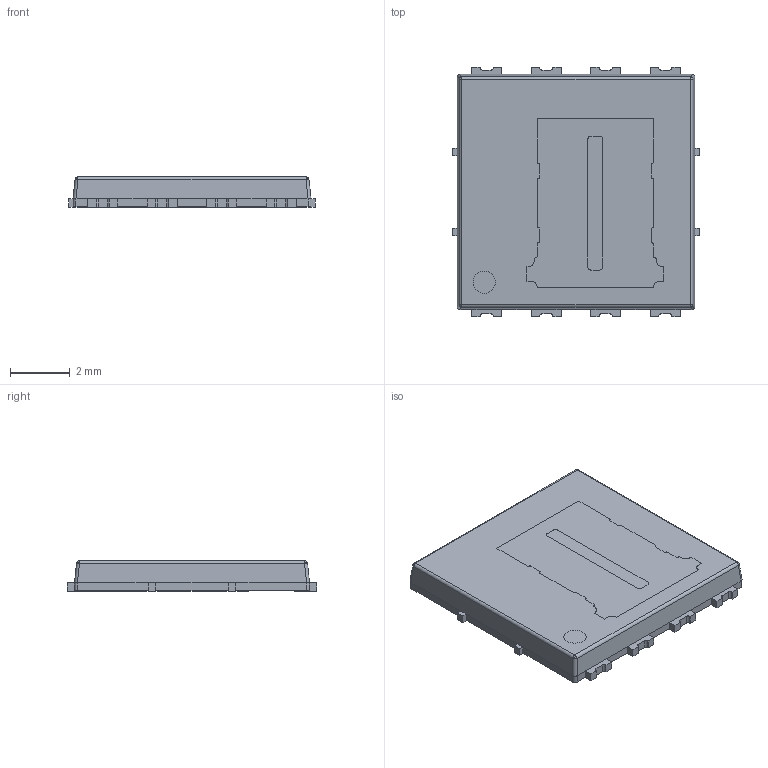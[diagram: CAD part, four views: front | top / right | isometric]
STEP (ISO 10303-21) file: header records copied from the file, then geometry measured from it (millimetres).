
FILE_DESCRIPTION (( 'STEP AP214' ), '1' );
FILE_NAME ('NTMTSC002N10MCTXG.STEP', '2023-07-12T03:20:09', ( '' ), ( '' ), 'SwSTEP 2.0', 'SolidWorks 2022', '' );
FILE_SCHEMA (( 'AUTOMOTIVE_DESIGN' ));
Length unit declared in the file: millimetre
Products named in the file (10): Pins_2; Pins_4; Pins; NTMTSC002N10MCTXG; Pins_3; Mark; Pins_5; Package; Pins_6
Assembly tree (9 placements, depth 3):
  NTMTSC002N10MCTXG
    Package
    Pins
      Pins_2
      Pins_3
      Pins_4
      Pins
      Pins_6
      Pins_5
    Mark
Bounding box: 8.3 x 8.4 x 1.02 mm (x, y, z)
Volume: 63.5 mm3; surface area: 320.2 mm2
Topology: 8 solids, 8 shells, 440 faces, 1234 edges, 804 vertices
Faces by surface type: plane 286, cylinder 146, bspline 8
Entity records: 19382 total; most frequent: CARTESIAN_POINT 2615, ORIENTED_EDGE 2452, DIRECTION 2412, EDGE_CURVE 1226, VECTOR 922, LINE 922, VERTEX_POINT 804, AXIS2_PLACEMENT_3D 745
